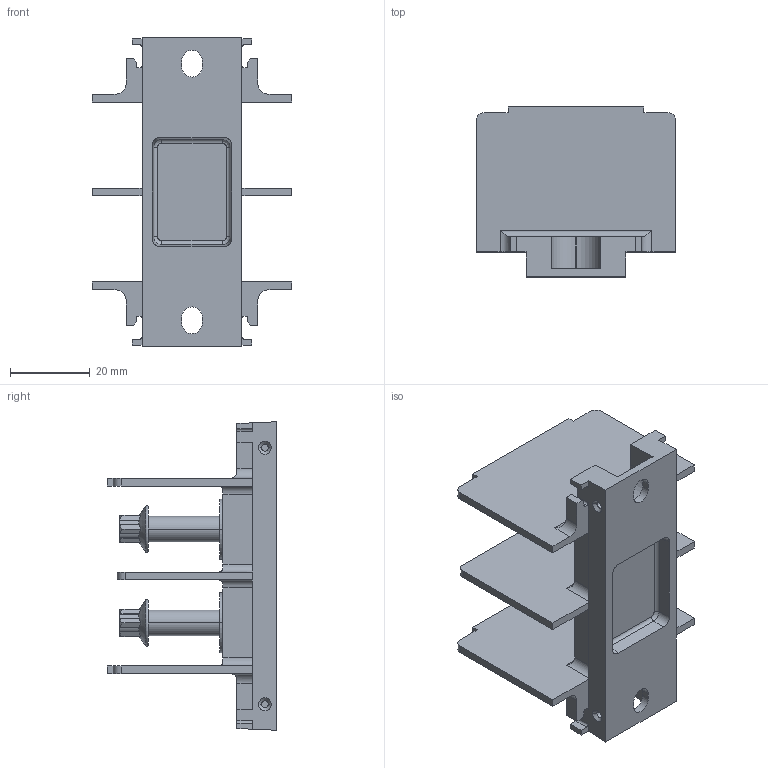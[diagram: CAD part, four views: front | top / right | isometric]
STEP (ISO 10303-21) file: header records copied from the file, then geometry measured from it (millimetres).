
FILE_DESCRIPTION((''),'2;1');
FILE_NAME('32406024002','2019-12-20T',('presta_be4'),(''),'CREO PARAMETRIC BY PTC INC, 2018360','CREO PARAMETRIC BY PTC INC, 2018360','');
FILE_SCHEMA(('CONFIG_CONTROL_DESIGN'));
Length unit declared in the file: millimetre
Products named in the file (1): 32406024002
Bounding box: 50 x 42.5 x 77.2 mm (x, y, z)
Volume: 29727 mm3; surface area: 18981.8 mm2
Topology: 1 solids, 1 shells, 275 faces, 748 edges, 488 vertices
Faces by surface type: plane 155, cylinder 84, cone 28, torus 4, bspline 4
Entity records: 9388 total; most frequent: CARTESIAN_POINT 2475, ORIENTED_EDGE 1496, DIRECTION 1358, EDGE_CURVE 748, VERTEX_POINT 488, AXIS2_PLACEMENT_3D 459, VECTOR 440, LINE 440
